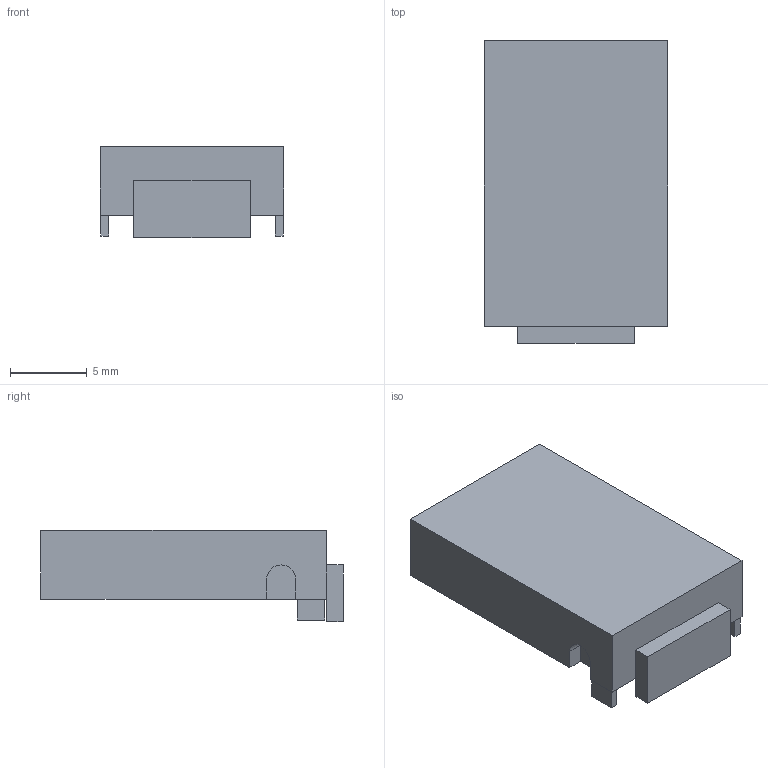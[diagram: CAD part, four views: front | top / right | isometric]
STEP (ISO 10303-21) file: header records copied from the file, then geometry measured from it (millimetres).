
FILE_DESCRIPTION(('FreeCAD Model'),'2;1');
FILE_NAME('lumberg_2410_009.step','2019-09-11T14:50:55',('Author'),(''), 'Open CASCADE STEP processor 7.3','FreeCAD','Unknown');
FILE_SCHEMA(('AUTOMOTIVE_DESIGN { 1 0 10303 214 1 1 1 1 }'));
Length unit declared in the file: millimetre
Products named in the file (1): lumberg_2410_009
Bounding box: 12 x 19.75 x 5.95 mm (x, y, z)
Volume: 1032.7 mm3; surface area: 790.1 mm2
Topology: 1 solids, 1 shells, 30 faces, 76 edges, 50 vertices
Faces by surface type: plane 28, cylinder 2
Entity records: 898 total; most frequent: CARTESIAN_POINT 157, ORIENTED_EDGE 152, DIRECTION 142, EDGE_CURVE 76, LINE 72, VECTOR 72, VERTEX_POINT 50, AXIS2_PLACEMENT_3D 35
